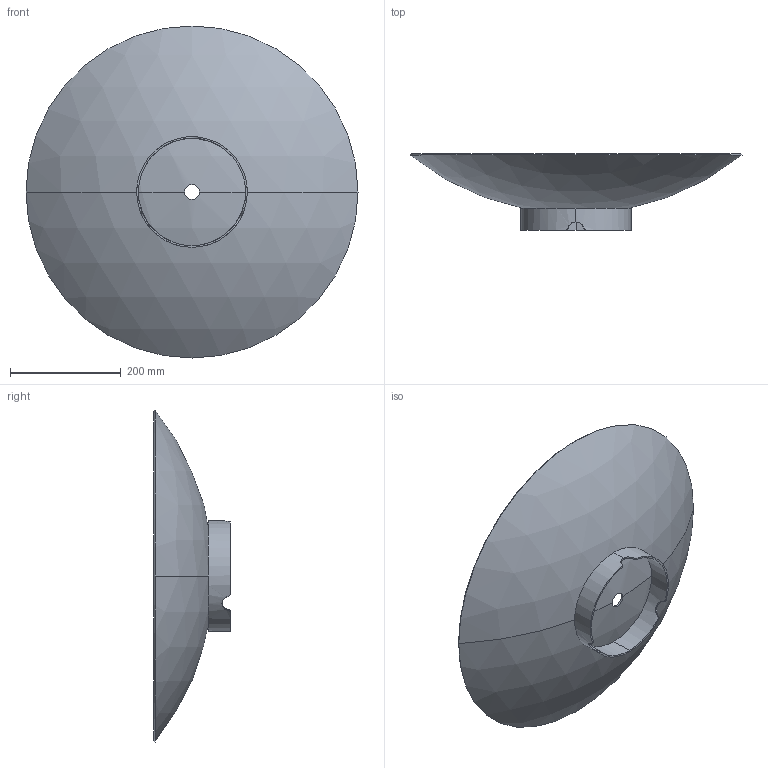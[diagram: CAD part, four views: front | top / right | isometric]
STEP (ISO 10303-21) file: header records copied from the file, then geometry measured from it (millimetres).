
FILE_DESCRIPTION (( 'STEP AP203' ), '1' );
FILE_NAME ('BN1.STEP', '2021-01-05T14:22:16', ( '' ), ( '' ), 'SwSTEP 2.0', 'SolidWorks 2020', '' );
FILE_SCHEMA (( 'CONFIG_CONTROL_DESIGN' ));
Length unit declared in the file: millimetre
Products named in the file (4): WN1 & BN1-Ring; WN1 & BN1-bowl; WN1 & BN1 bowl 600 Steel; BN1
Assembly tree (3 placements, depth 3):
  BN1
    WN1 & BN1 bowl 600 Steel
      WN1 & BN1-Ring
      WN1 & BN1-bowl
Bounding box: 600 x 138.38 x 600 mm (x, y, z)
Volume: 1017474.9 mm3; surface area: 688283 mm2
Topology: 2 solids, 2 shells, 28 faces, 78 edges, 52 vertices
Faces by surface type: bspline 9, plane 7, cylinder 6, sphere 4, cone 2
Entity records: 2510 total; most frequent: CARTESIAN_POINT 1430, ORIENTED_EDGE 156, DIRECTION 130, EDGE_CURVE 78, AXIS2_PLACEMENT_3D 58, VERTEX_POINT 52, PERSON_AND_ORGANIZATION 35, B_SPLINE_CURVE_WITH_KNOTS 32
